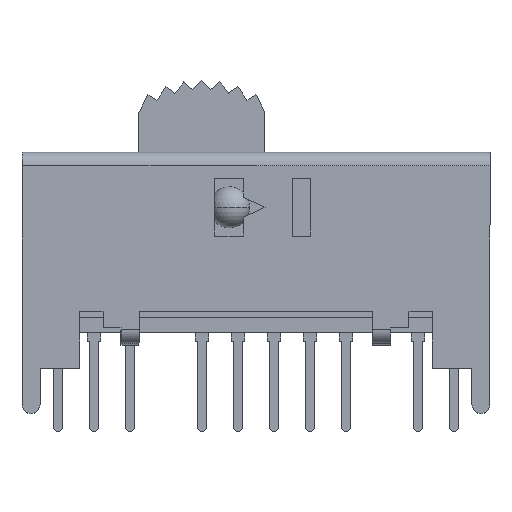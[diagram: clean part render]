
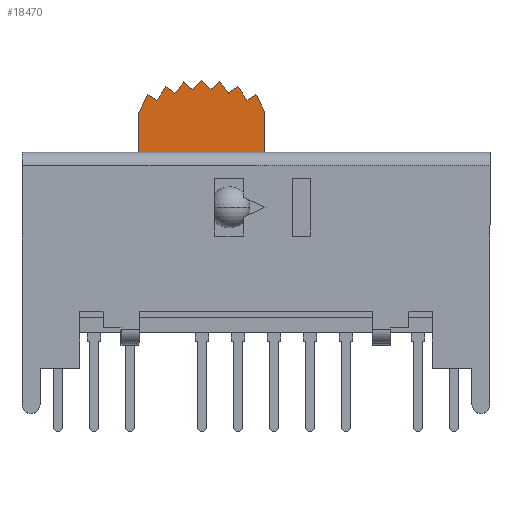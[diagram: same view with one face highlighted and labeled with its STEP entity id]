
A CAD part, top view. The second image highlights one B-rep face of the part: STEP entity #18470.
In plain terms, the highlighted planar face has unit normal (0, 0, 1).
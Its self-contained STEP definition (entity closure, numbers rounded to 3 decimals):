
#15 = CARTESIAN_POINT ( 'NONE',  ( -7.806, 10.683, 1.9 ) ) ;
#109 = CARTESIAN_POINT ( 'NONE',  ( -6.5, 10.9, 1.9 ) ) ;
#263 = VERTEX_POINT ( 'NONE', #16140 ) ;
#328 = VECTOR ( 'NONE', #7648, 1000. ) ;
#453 = CARTESIAN_POINT ( 'NONE',  ( -4.5, 15.292, 1.9 ) ) ;
#521 = DIRECTION ( 'NONE',  ( 0.551, 0.835, 0. ) ) ;
#601 = EDGE_CURVE ( 'NONE', #11965, #13570, #8550, .T. ) ;
#819 = ORIENTED_EDGE ( 'NONE', *, *, #11043, .F. ) ;
#830 = CARTESIAN_POINT ( 'NONE',  ( -4., 15.916, 1.9 ) ) ;
#1357 = VERTEX_POINT ( 'NONE', #11594 ) ;
#1787 = DIRECTION ( 'NONE',  ( 0.464, 0.886, 0. ) ) ;
#1844 = DIRECTION ( 'NONE',  ( 0., 0., 1. ) ) ;
#2151 = LINE ( 'NONE', #17406, #18788 ) ;
#2341 = VERTEX_POINT ( 'NONE', #20537 ) ;
#2462 = CARTESIAN_POINT ( 'NONE',  ( -2.5, 15.477, 1.9 ) ) ;
#2769 = LINE ( 'NONE', #13913, #14351 ) ;
#3206 = CARTESIAN_POINT ( 'NONE',  ( 5.108, 8.594, 1.9 ) ) ;
#3260 = ORIENTED_EDGE ( 'NONE', *, *, #12110, .F. ) ;
#3286 = DIRECTION ( 'NONE',  ( -0.807, -0.59, 0. ) ) ;
#3514 = VECTOR ( 'NONE', #16160, 1000. ) ;
#3743 = CARTESIAN_POINT ( 'NONE',  ( -6., 15.196, 1.9 ) ) ;
#3870 = DIRECTION ( 'NONE',  ( 0.807, -0.59, 0. ) ) ;
#3901 = DIRECTION ( 'NONE',  ( -0.551, 0.835, 0. ) ) ;
#4051 = VECTOR ( 'NONE', #3901, 1000. ) ;
#4109 = VERTEX_POINT ( 'NONE', #109 ) ;
#4137 = VECTOR ( 'NONE', #19375, 1000. ) ;
#4218 = CARTESIAN_POINT ( 'NONE',  ( 6.25, 3.277, 1.9 ) ) ;
#4253 = DIRECTION ( 'NONE',  ( 1., 0., 0. ) ) ;
#4305 = DIRECTION ( 'NONE',  ( -0.752, -0.66, 0. ) ) ;
#4785 = VERTEX_POINT ( 'NONE', #8805 ) ;
#5067 = ORIENTED_EDGE ( 'NONE', *, *, #12742, .F. ) ;
#5373 = AXIS2_PLACEMENT_3D ( 'NONE', #9873, #1844, #6766 ) ;
#5378 = CARTESIAN_POINT ( 'NONE',  ( 0., 15.196, 1.9 ) ) ;
#5401 = VECTOR ( 'NONE', #3870, 1000. ) ;
#5404 = CARTESIAN_POINT ( 'NONE',  ( -10.681, 7.046, 1.9 ) ) ;
#5699 = VERTEX_POINT ( 'NONE', #19356 ) ;
#5741 = CARTESIAN_POINT ( 'NONE',  ( 0.5, 10.9, 1.9 ) ) ;
#5762 = DIRECTION ( 'NONE',  ( -0.691, 0.723, 0. ) ) ;
#5980 = VERTEX_POINT ( 'NONE', #5741 ) ;
#6048 = EDGE_CURVE ( 'NONE', #5980, #11301, #2769, .T. ) ;
#6095 = LINE ( 'NONE', #18547, #4051 ) ;
#6637 = FACE_OUTER_BOUND ( 'NONE', #10136, .T. ) ;
#6766 = DIRECTION ( 'NONE',  ( 1., 0., 0. ) ) ;
#7097 = LINE ( 'NONE', #16332, #17937 ) ;
#7540 = EDGE_CURVE ( 'NONE', #9462, #8043, #8448, .T. ) ;
#7648 = DIRECTION ( 'NONE',  ( 0., 1., 0. ) ) ;
#7673 = DIRECTION ( 'NONE',  ( 0.752, -0.66, 0. ) ) ;
#7699 = ORIENTED_EDGE ( 'NONE', *, *, #9097, .F. ) ;
#8043 = VERTEX_POINT ( 'NONE', #18190 ) ;
#8053 = VECTOR ( 'NONE', #4305, 1000. ) ;
#8448 = LINE ( 'NONE', #5404, #12524 ) ;
#8550 = LINE ( 'NONE', #15500, #8053 ) ;
#8587 = VECTOR ( 'NONE', #15412, 1000. ) ;
#8805 = CARTESIAN_POINT ( 'NONE',  ( -3., 16., 1.9 ) ) ;
#9097 = EDGE_CURVE ( 'NONE', #13630, #5699, #2151, .T. ) ;
#9217 = ORIENTED_EDGE ( 'NONE', *, *, #601, .T. ) ;
#9228 = EDGE_CURVE ( 'NONE', #5699, #4785, #16987, .T. ) ;
#9286 = LINE ( 'NONE', #17578, #3514 ) ;
#9462 = VERTEX_POINT ( 'NONE', #16607 ) ;
#9716 = CARTESIAN_POINT ( 'NONE',  ( -9.559, 9.142, 1.9 ) ) ;
#9873 = CARTESIAN_POINT ( 'NONE',  ( 0., 0., 1.9 ) ) ;
#10136 = EDGE_LOOP ( 'NONE', ( #13542, #11552, #15202, #14851, #13918, #13554, #9217, #12062, #17151, #7699, #17306, #12425, #11273, #5067, #819, #3260, #12420 ) ) ;
#10592 = LINE ( 'NONE', #17561, #15369 ) ;
#10673 = EDGE_CURVE ( 'NONE', #1357, #16606, #6095, .T. ) ;
#10751 = DIRECTION ( 'NONE',  ( 0., 1., 0. ) ) ;
#11043 = EDGE_CURVE ( 'NONE', #2341, #16862, #10592, .T. ) ;
#11076 = EDGE_CURVE ( 'NONE', #19150, #13630, #16875, .T. ) ;
#11260 = VERTEX_POINT ( 'NONE', #5378 ) ;
#11273 = ORIENTED_EDGE ( 'NONE', *, *, #7540, .F. ) ;
#11301 = VERTEX_POINT ( 'NONE', #18539 ) ;
#11552 = ORIENTED_EDGE ( 'NONE', *, *, #13705, .T. ) ;
#11594 = CARTESIAN_POINT ( 'NONE',  ( -0.5, 14.899, 1.9 ) ) ;
#11933 = EDGE_CURVE ( 'NONE', #8043, #19150, #12957, .T. ) ;
#11965 = VERTEX_POINT ( 'NONE', #13800 ) ;
#11970 = EDGE_CURVE ( 'NONE', #13570, #4785, #17240, .T. ) ;
#12062 = ORIENTED_EDGE ( 'NONE', *, *, #11970, .T. ) ;
#12110 = EDGE_CURVE ( 'NONE', #4109, #2341, #19024, .T. ) ;
#12373 = CARTESIAN_POINT ( 'NONE',  ( -1., 15.657, 1.9 ) ) ;
#12420 = ORIENTED_EDGE ( 'NONE', *, *, #15502, .T. ) ;
#12425 = ORIENTED_EDGE ( 'NONE', *, *, #11933, .F. ) ;
#12524 = VECTOR ( 'NONE', #521, 1000. ) ;
#12742 = EDGE_CURVE ( 'NONE', #16862, #9462, #14432, .T. ) ;
#12957 = LINE ( 'NONE', #20073, #5401 ) ;
#12976 = DIRECTION ( 'NONE',  ( -0.86, -0.511, 0. ) ) ;
#13542 = ORIENTED_EDGE ( 'NONE', *, *, #6048, .T. ) ;
#13554 = ORIENTED_EDGE ( 'NONE', *, *, #15100, .T. ) ;
#13570 = VERTEX_POINT ( 'NONE', #2462 ) ;
#13630 = VERTEX_POINT ( 'NONE', #830 ) ;
#13705 = EDGE_CURVE ( 'NONE', #11301, #11260, #17186, .T. ) ;
#13800 = CARTESIAN_POINT ( 'NONE',  ( -2., 15.916, 1.9 ) ) ;
#13903 = CARTESIAN_POINT ( 'NONE',  ( 0., 10.9, 1.9 ) ) ;
#13913 = CARTESIAN_POINT ( 'NONE',  ( 0.5, 0., 1.9 ) ) ;
#13918 = ORIENTED_EDGE ( 'NONE', *, *, #20927, .T. ) ;
#14351 = VECTOR ( 'NONE', #10751, 1000. ) ;
#14432 = LINE ( 'NONE', #3206, #15439 ) ;
#14467 = CARTESIAN_POINT ( 'NONE',  ( -10.203, 8.168, 1.9 ) ) ;
#14600 = VECTOR ( 'NONE', #3286, 1000. ) ;
#14851 = ORIENTED_EDGE ( 'NONE', *, *, #10673, .T. ) ;
#15100 = EDGE_CURVE ( 'NONE', #263, #11965, #9286, .T. ) ;
#15202 = ORIENTED_EDGE ( 'NONE', *, *, #19666, .T. ) ;
#15369 = VECTOR ( 'NONE', #1787, 1000. ) ;
#15407 = CARTESIAN_POINT ( 'NONE',  ( 6.425, 6.145, 1.9 ) ) ;
#15412 = DIRECTION ( 'NONE',  ( -0.464, 0.886, 0. ) ) ;
#15439 = VECTOR ( 'NONE', #17776, 1000. ) ;
#15500 = CARTESIAN_POINT ( 'NONE',  ( -8.761, 9.982, 1.9 ) ) ;
#15502 = EDGE_CURVE ( 'NONE', #4109, #5980, #19352, .T. ) ;
#16073 = DIRECTION ( 'NONE',  ( 0.625, 0.781, 0. ) ) ;
#16140 = CARTESIAN_POINT ( 'NONE',  ( -1.5, 15.292, 1.9 ) ) ;
#16160 = DIRECTION ( 'NONE',  ( -0.625, 0.781, 0. ) ) ;
#16332 = CARTESIAN_POINT ( 'NONE',  ( -6.674, 11.229, 1.9 ) ) ;
#16338 = LINE ( 'NONE', #15, #14600 ) ;
#16606 = VERTEX_POINT ( 'NONE', #12373 ) ;
#16607 = CARTESIAN_POINT ( 'NONE',  ( -5.5, 14.899, 1.9 ) ) ;
#16862 = VERTEX_POINT ( 'NONE', #3743 ) ;
#16875 = LINE ( 'NONE', #14467, #18145 ) ;
#16987 = LINE ( 'NONE', #9716, #4137 ) ;
#17074 = VECTOR ( 'NONE', #4253, 1000. ) ;
#17151 = ORIENTED_EDGE ( 'NONE', *, *, #9228, .F. ) ;
#17186 = LINE ( 'NONE', #4218, #8587 ) ;
#17240 = LINE ( 'NONE', #15407, #18517 ) ;
#17306 = ORIENTED_EDGE ( 'NONE', *, *, #11076, .F. ) ;
#17310 = CARTESIAN_POINT ( 'NONE',  ( -6.5, 0., 1.9 ) ) ;
#17406 = CARTESIAN_POINT ( 'NONE',  ( 6.15, 7.007, 1.9 ) ) ;
#17561 = CARTESIAN_POINT ( 'NONE',  ( -10.956, 5.745, 1.9 ) ) ;
#17578 = CARTESIAN_POINT ( 'NONE',  ( 6.546, 5.241, 1.9 ) ) ;
#17776 = DIRECTION ( 'NONE',  ( 0.86, -0.511, 0. ) ) ;
#17901 = PLANE ( 'NONE',  #5373 ) ;
#17937 = VECTOR ( 'NONE', #12976, 1000. ) ;
#18145 = VECTOR ( 'NONE', #16073, 1000. ) ;
#18190 = CARTESIAN_POINT ( 'NONE',  ( -5., 15.657, 1.9 ) ) ;
#18470 = ADVANCED_FACE ( 'NONE', ( #6637 ), #17901, .T. ) ;
#18517 = VECTOR ( 'NONE', #5762, 1000. ) ;
#18539 = CARTESIAN_POINT ( 'NONE',  ( 0.5, 14.243, 1.9 ) ) ;
#18547 = CARTESIAN_POINT ( 'NONE',  ( 6.5, 4.288, 1.9 ) ) ;
#18788 = VECTOR ( 'NONE', #7673, 1000. ) ;
#19024 = LINE ( 'NONE', #17310, #328 ) ;
#19150 = VERTEX_POINT ( 'NONE', #453 ) ;
#19352 = LINE ( 'NONE', #13903, #17074 ) ;
#19356 = CARTESIAN_POINT ( 'NONE',  ( -3.5, 15.477, 1.9 ) ) ;
#19375 = DIRECTION ( 'NONE',  ( 0.691, 0.723, 0. ) ) ;
#19666 = EDGE_CURVE ( 'NONE', #11260, #1357, #7097, .T. ) ;
#20073 = CARTESIAN_POINT ( 'NONE',  ( 5.718, 7.825, 1.9 ) ) ;
#20537 = CARTESIAN_POINT ( 'NONE',  ( -6.5, 14.243, 1.9 ) ) ;
#20927 = EDGE_CURVE ( 'NONE', #16606, #263, #16338, .T. ) ;
